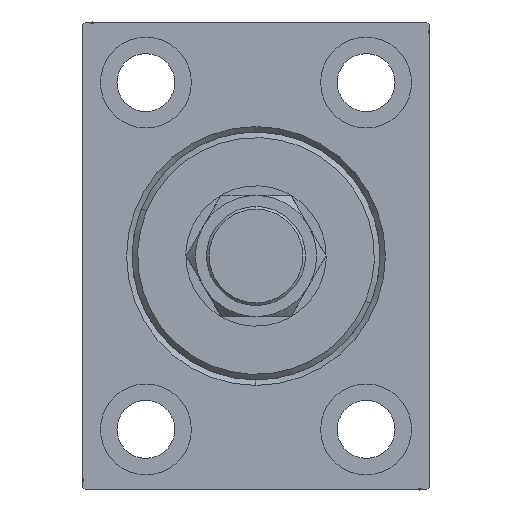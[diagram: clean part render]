
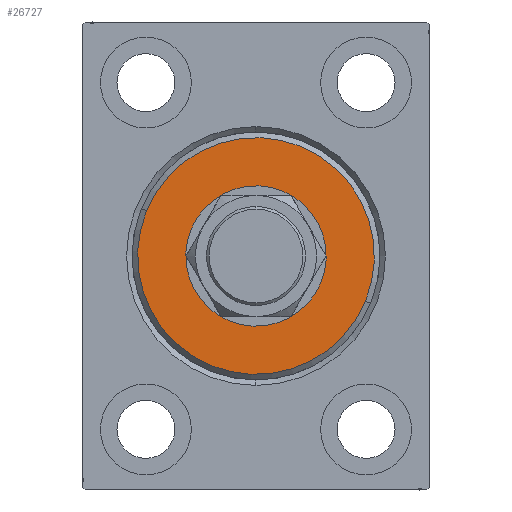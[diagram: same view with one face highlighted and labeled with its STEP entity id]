
A CAD part, left-side view. The second image highlights one B-rep face of the part: STEP entity #26727.
In plain terms, the highlighted face is planar.
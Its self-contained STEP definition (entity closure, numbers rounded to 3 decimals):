
#68 = AXIS2_PLACEMENT_3D ( 'NONE', #43499, #22145, #36155 ) ;
#428 = EDGE_LOOP ( 'NONE', ( #41479, #32937 ) ) ;
#2072 = CARTESIAN_POINT ( 'NONE',  ( 3., 0., 0. ) ) ;
#4232 = PLANE ( 'NONE',  #22147 ) ;
#4553 = VERTEX_POINT ( 'NONE', #36901 ) ;
#4945 = CIRCLE ( 'NONE', #18887, 12.75 ) ;
#6101 = CARTESIAN_POINT ( 'NONE',  ( 3., 0., 21.5 ) ) ;
#6701 = ORIENTED_EDGE ( 'NONE', *, *, #22458, .T. ) ;
#6969 = VERTEX_POINT ( 'NONE', #24355 ) ;
#8547 = VERTEX_POINT ( 'NONE', #34127 ) ;
#11683 = DIRECTION ( 'NONE',  ( -1., 0., 0. ) ) ;
#13291 = EDGE_CURVE ( 'NONE', #37658, #8547, #39637, .T. ) ;
#13720 = ORIENTED_EDGE ( 'NONE', *, *, #44840, .T. ) ;
#15095 = AXIS2_PLACEMENT_3D ( 'NONE', #2072, #36737, #40189 ) ;
#15482 = CARTESIAN_POINT ( 'NONE',  ( 3., 0., 0. ) ) ;
#16648 = AXIS2_PLACEMENT_3D ( 'NONE', #37724, #41633, #26926 ) ;
#17304 = CIRCLE ( 'NONE', #15095, 12.75 ) ;
#18032 = FACE_OUTER_BOUND ( 'NONE', #428, .T. ) ;
#18887 = AXIS2_PLACEMENT_3D ( 'NONE', #25458, #11683, #25907 ) ;
#22145 = DIRECTION ( 'NONE',  ( 1., 0., 0. ) ) ;
#22147 = AXIS2_PLACEMENT_3D ( 'NONE', #15482, #42794, #29227 ) ;
#22458 = EDGE_CURVE ( 'NONE', #6969, #4553, #17304, .T. ) ;
#24355 = CARTESIAN_POINT ( 'NONE',  ( 3., 0., 12.75 ) ) ;
#24475 = EDGE_LOOP ( 'NONE', ( #6701, #13720 ) ) ;
#25112 = FACE_BOUND ( 'NONE', #24475, .T. ) ;
#25458 = CARTESIAN_POINT ( 'NONE',  ( 3., 0., 0. ) ) ;
#25907 = DIRECTION ( 'NONE',  ( 0., 0., -1. ) ) ;
#26727 = ADVANCED_FACE ( 'NONE', ( #18032, #25112 ), #4232, .T. ) ;
#26926 = DIRECTION ( 'NONE',  ( 0., 0., -1. ) ) ;
#29227 = DIRECTION ( 'NONE',  ( 0., 0., -1. ) ) ;
#32937 = ORIENTED_EDGE ( 'NONE', *, *, #43246, .T. ) ;
#34127 = CARTESIAN_POINT ( 'NONE',  ( 3., 0., -21.5 ) ) ;
#36155 = DIRECTION ( 'NONE',  ( 0., 0., -1. ) ) ;
#36737 = DIRECTION ( 'NONE',  ( -1., 0., 0. ) ) ;
#36901 = CARTESIAN_POINT ( 'NONE',  ( 3., 0., -12.75 ) ) ;
#37658 = VERTEX_POINT ( 'NONE', #6101 ) ;
#37724 = CARTESIAN_POINT ( 'NONE',  ( 3., 0., 0. ) ) ;
#39637 = CIRCLE ( 'NONE', #68, 21.5 ) ;
#40189 = DIRECTION ( 'NONE',  ( 0., 0., -1. ) ) ;
#41479 = ORIENTED_EDGE ( 'NONE', *, *, #13291, .T. ) ;
#41633 = DIRECTION ( 'NONE',  ( 1., 0., 0. ) ) ;
#42277 = CIRCLE ( 'NONE', #16648, 21.5 ) ;
#42794 = DIRECTION ( 'NONE',  ( 1., 0., 0. ) ) ;
#43246 = EDGE_CURVE ( 'NONE', #8547, #37658, #42277, .T. ) ;
#43499 = CARTESIAN_POINT ( 'NONE',  ( 3., 0., 0. ) ) ;
#44840 = EDGE_CURVE ( 'NONE', #4553, #6969, #4945, .T. ) ;
